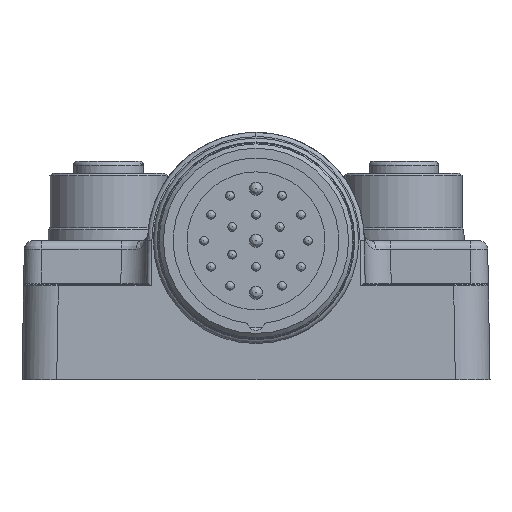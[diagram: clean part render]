
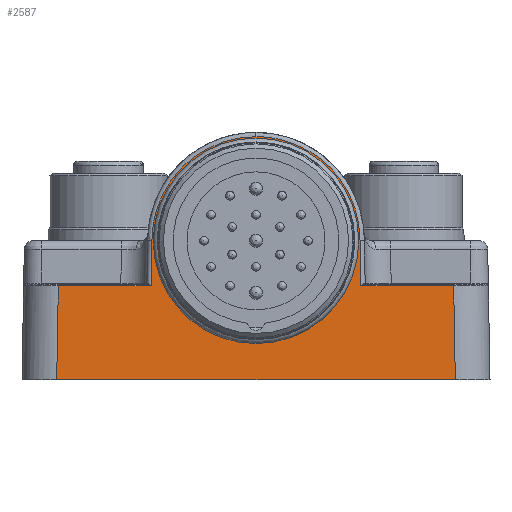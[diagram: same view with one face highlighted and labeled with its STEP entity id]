
A CAD part, left-side view. The second image highlights one B-rep face of the part: STEP entity #2587.
In plain terms, the highlighted planar face has unit normal (-1, 0, 0.018).
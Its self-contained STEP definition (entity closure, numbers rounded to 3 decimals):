
#2587=ADVANCED_FACE('2110-0-10',(#6331,#6332),#4299,.T.);
#4299=PLANE('',#26784);
#4911=ELLIPSE('',#26783,11.402,11.4);
#6331=FACE_BOUND('',#7385,.T.);
#6332=FACE_BOUND('',#7386,.T.);
#7385=EDGE_LOOP('',(#10648,#10649,#10650,#10651,#10652,#10653,#10654,#10655,
#10656,#10657,#10658));
#7386=EDGE_LOOP('',(#10659));
#9651=B_SPLINE_CURVE_WITH_KNOTS('',3,(#37755,#37756,#37757,#37758,#37759,
#37760,#37761,#37762,#37763),.UNSPECIFIED.,.F.,.F.,(4,1,1,1,1,1,4),(0.,
0.161,0.268,0.5,0.714,
0.857,1.),.UNSPECIFIED.);
#9652=B_SPLINE_CURVE_WITH_KNOTS('',3,(#37765,#37766,#37767,#37768,#37769,
#37770,#37771,#37772,#37773),.UNSPECIFIED.,.F.,.F.,(4,1,1,1,1,1,4),(0.,
0.143,0.286,0.5,0.732,
0.839,1.),.UNSPECIFIED.);
#10648=ORIENTED_EDGE('',*,*,#20349,.T.);
#10649=ORIENTED_EDGE('',*,*,#20350,.T.);
#10650=ORIENTED_EDGE('',*,*,#20351,.T.);
#10651=ORIENTED_EDGE('',*,*,#20332,.T.);
#10652=ORIENTED_EDGE('',*,*,#20331,.T.);
#10653=ORIENTED_EDGE('',*,*,#20330,.F.);
#10654=ORIENTED_EDGE('',*,*,#20352,.T.);
#10655=ORIENTED_EDGE('',*,*,#20353,.T.);
#10656=ORIENTED_EDGE('',*,*,#20354,.T.);
#10657=ORIENTED_EDGE('',*,*,#20355,.T.);
#10658=ORIENTED_EDGE('',*,*,#20356,.T.);
#10659=ORIENTED_EDGE('',*,*,#20357,.T.);
#17850=VERTEX_POINT('',#37704);
#17851=VERTEX_POINT('',#37705);
#17852=VERTEX_POINT('',#37707);
#17853=VERTEX_POINT('',#37709);
#17869=VERTEX_POINT('',#37744);
#17870=VERTEX_POINT('',#37745);
#17871=VERTEX_POINT('',#37747);
#17872=VERTEX_POINT('',#37750);
#17873=VERTEX_POINT('',#37752);
#17874=VERTEX_POINT('',#37754);
#17875=VERTEX_POINT('',#37764);
#17876=VERTEX_POINT('',#37775);
#20330=EDGE_CURVE('',#17850,#17851,#23787,.T.);
#20331=EDGE_CURVE('',#17852,#17851,#23788,.T.);
#20332=EDGE_CURVE('',#17853,#17852,#23789,.T.);
#20349=EDGE_CURVE('',#17869,#17870,#23796,.T.);
#20350=EDGE_CURVE('',#17870,#17871,#23797,.T.);
#20351=EDGE_CURVE('',#17871,#17853,#23798,.T.);
#20352=EDGE_CURVE('',#17850,#17872,#23799,.T.);
#20353=EDGE_CURVE('',#17872,#17873,#23800,.T.);
#20354=EDGE_CURVE('',#17873,#17874,#23801,.T.);
#20355=EDGE_CURVE('',#17874,#17875,#9651,.T.);
#20356=EDGE_CURVE('',#17875,#17869,#9652,.T.);
#20357=EDGE_CURVE('',#17876,#17876,#4911,.T.);
#23787=LINE('',#37703,#25255);
#23788=LINE('',#37706,#25256);
#23789=LINE('',#37708,#25257);
#23796=LINE('',#37743,#25264);
#23797=LINE('',#37746,#25265);
#23798=LINE('',#37748,#25266);
#23799=LINE('',#37749,#25267);
#23800=LINE('',#37751,#25268);
#23801=LINE('',#37753,#25269);
#25255=VECTOR('',#29893,1.);
#25256=VECTOR('',#29894,1.);
#25257=VECTOR('',#29895,1.);
#25264=VECTOR('',#29926,1.);
#25265=VECTOR('',#29927,1.);
#25266=VECTOR('',#29928,1.);
#25267=VECTOR('',#29929,1.);
#25268=VECTOR('',#29930,1.);
#25269=VECTOR('',#29931,1.);
#26783=AXIS2_PLACEMENT_3D('',#37774,#29932,#29933);
#26784=AXIS2_PLACEMENT_3D('',#37776,#29934,#29935);
#29893=DIRECTION('',(0.,1.,0.));
#29894=DIRECTION('',(0.,-1.,0.));
#29895=DIRECTION('',(0.,-1.,0.));
#29926=DIRECTION('',(-0.017,0.017,-1.));
#29927=DIRECTION('',(0.,1.,0.));
#29928=DIRECTION('',(-0.017,0.017,-1.));
#29929=DIRECTION('',(0.017,0.017,1.));
#29930=DIRECTION('',(0.,1.,0.));
#29931=DIRECTION('',(0.017,0.017,1.));
#29932=DIRECTION('',(1.,0.,-0.017));
#29933=DIRECTION('',(0.017,0.,1.));
#29934=DIRECTION('',(-1.,0.,0.017));
#29935=DIRECTION('',(0.,1.,0.));
#37703=CARTESIAN_POINT('',(-93.247,31.12,-16.));
#37704=CARTESIAN_POINT('',(-93.247,20.02,-16.));
#37705=CARTESIAN_POINT('',(-93.247,31.12,-16.));
#37706=CARTESIAN_POINT('',(-93.247,31.12,-16.));
#37707=CARTESIAN_POINT('',(-93.247,54.88,-16.));
#37708=CARTESIAN_POINT('',(-93.247,65.98,-16.));
#37709=CARTESIAN_POINT('',(-93.247,65.98,-16.));
#37743=CARTESIAN_POINT('',(-92.968,55.,0.));
#37744=CARTESIAN_POINT('',(-92.968,55.,0.));
#37745=CARTESIAN_POINT('',(-93.058,55.091,-5.197));
#37746=CARTESIAN_POINT('',(-93.058,55.091,-5.197));
#37747=CARTESIAN_POINT('',(-93.058,65.791,-5.197));
#37748=CARTESIAN_POINT('',(-93.058,65.791,-5.197));
#37749=CARTESIAN_POINT('',(-93.247,20.02,-16.));
#37750=CARTESIAN_POINT('',(-93.058,20.209,-5.197));
#37751=CARTESIAN_POINT('',(-93.058,20.209,-5.197));
#37752=CARTESIAN_POINT('',(-93.058,30.909,-5.197));
#37753=CARTESIAN_POINT('',(-93.058,30.909,-5.197));
#37754=CARTESIAN_POINT('',(-92.968,31.,0.));
#37755=CARTESIAN_POINT('',(-92.968,31.,0.009));
#37756=CARTESIAN_POINT('',(-92.95,31.,1.018));
#37757=CARTESIAN_POINT('',(-92.921,31.214,2.7));
#37758=CARTESIAN_POINT('',(-92.869,32.253,5.675));
#37759=CARTESIAN_POINT('',(-92.818,34.257,8.588));
#37760=CARTESIAN_POINT('',(-92.78,37.32,10.761));
#37761=CARTESIAN_POINT('',(-92.762,40.306,11.806));
#37762=CARTESIAN_POINT('',(-92.758,42.102,12.009));
#37763=CARTESIAN_POINT('',(-92.758,43.,12.009));
#37764=CARTESIAN_POINT('',(-92.758,43.,12.009));
#37765=CARTESIAN_POINT('',(-92.758,43.,12.009));
#37766=CARTESIAN_POINT('',(-92.758,43.898,12.009));
#37767=CARTESIAN_POINT('',(-92.762,45.694,11.806));
#37768=CARTESIAN_POINT('',(-92.78,48.68,10.761));
#37769=CARTESIAN_POINT('',(-92.818,51.743,8.588));
#37770=CARTESIAN_POINT('',(-92.869,53.747,5.675));
#37771=CARTESIAN_POINT('',(-92.921,54.786,2.7));
#37772=CARTESIAN_POINT('',(-92.95,55.,1.018));
#37773=CARTESIAN_POINT('',(-92.968,55.,0.009));
#37774=CARTESIAN_POINT('',(-92.968,43.,0.));
#37775=CARTESIAN_POINT('',(-92.769,43.,11.4));
#37776=CARTESIAN_POINT('',(-92.735,15.705,13.325));
